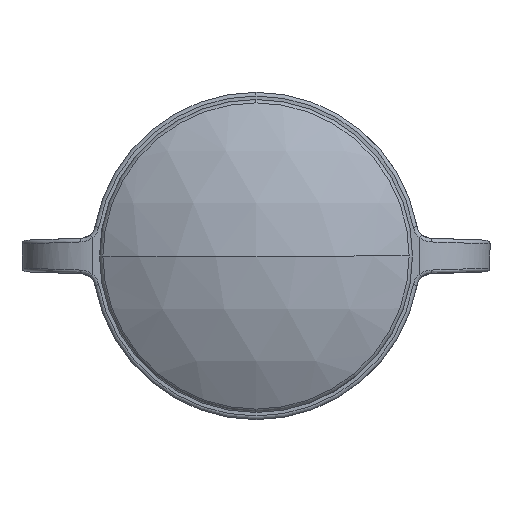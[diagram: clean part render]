
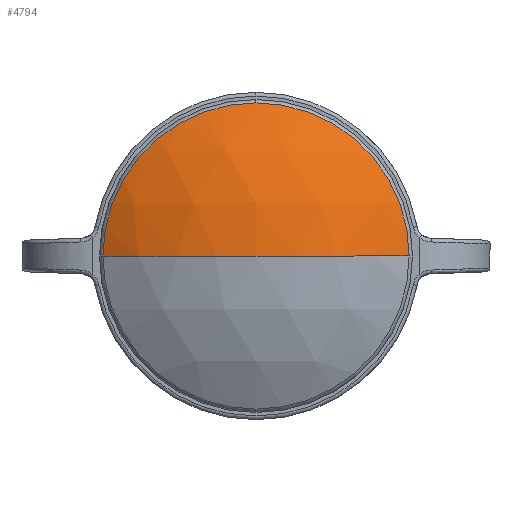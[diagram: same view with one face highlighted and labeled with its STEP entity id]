
A CAD part, left-side view. The second image highlights one B-rep face of the part: STEP entity #4794.
In plain terms, the highlighted spherical face has radius 16 mm.
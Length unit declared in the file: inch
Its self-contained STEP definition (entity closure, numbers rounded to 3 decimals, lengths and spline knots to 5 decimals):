
#110 = ORIENTED_EDGE ( 'NONE', *, *, #12967, .T. ) ;
#1208 = AXIS2_PLACEMENT_3D ( 'NONE', #4729, #13998, #6055 ) ;
#1314 = VERTEX_POINT ( 'NONE', #3076 ) ;
#1642 = CARTESIAN_POINT ( 'NONE',  ( 0.62992, 0., 0. ) ) ;
#1908 = CIRCLE ( 'NONE', #12636, 0.62992 ) ;
#2402 = AXIS2_PLACEMENT_3D ( 'NONE', #1642, #10863, #2955 ) ;
#2668 = AXIS2_PLACEMENT_3D ( 'NONE', #16951, #10341, #17012 ) ;
#2873 = CARTESIAN_POINT ( 'NONE',  ( 0.09179, -0.32744, 0. ) ) ;
#2920 = VERTEX_POINT ( 'NONE', #16464 ) ;
#2955 = DIRECTION ( 'NONE',  ( 0., -1., 0. ) ) ;
#3076 = CARTESIAN_POINT ( 'NONE',  ( 0.09179, 0., 0.32744 ) ) ;
#3996 = ORIENTED_EDGE ( 'NONE', *, *, #8980, .F. ) ;
#4229 = DIRECTION ( 'NONE',  ( 0., 0., -1. ) ) ;
#4729 = CARTESIAN_POINT ( 'NONE',  ( 0.09179, 0., 0. ) ) ;
#4751 = AXIS2_PLACEMENT_3D ( 'NONE', #7082, #16296, #8435 ) ;
#4794 = ADVANCED_FACE ( 'NONE', ( #13737 ), #10627, .T. ) ;
#6055 = DIRECTION ( 'NONE',  ( 0., 0., -1. ) ) ;
#6460 = VERTEX_POINT ( 'NONE', #8811 ) ;
#7082 = CARTESIAN_POINT ( 'NONE',  ( 0.09179, 0., 0. ) ) ;
#7848 = EDGE_CURVE ( 'NONE', #6460, #1314, #8956, .T. ) ;
#8129 = ORIENTED_EDGE ( 'NONE', *, *, #13193, .F. ) ;
#8435 = DIRECTION ( 'NONE',  ( 0., 0., -1. ) ) ;
#8583 = CIRCLE ( 'NONE', #2402, 0.62992 ) ;
#8811 = CARTESIAN_POINT ( 'NONE',  ( 0.09179, 0.32744, 0. ) ) ;
#8956 = CIRCLE ( 'NONE', #4751, 0.32744 ) ;
#8980 = EDGE_CURVE ( 'NONE', #2920, #6460, #1908, .T. ) ;
#10019 = CIRCLE ( 'NONE', #1208, 0.32744 ) ;
#10031 = ORIENTED_EDGE ( 'NONE', *, *, #7848, .F. ) ;
#10341 = DIRECTION ( 'NONE',  ( 0., 0., 1. ) ) ;
#10627 = SPHERICAL_SURFACE ( 'NONE', #2668, 0.62992 ) ;
#10863 = DIRECTION ( 'NONE',  ( 0., 0., 1. ) ) ;
#11200 = EDGE_LOOP ( 'NONE', ( #3996, #110, #8129, #10031 ) ) ;
#12161 = CARTESIAN_POINT ( 'NONE',  ( 0.62992, 0., 0. ) ) ;
#12636 = AXIS2_PLACEMENT_3D ( 'NONE', #12161, #4229, #13486 ) ;
#12967 = EDGE_CURVE ( 'NONE', #2920, #13667, #8583, .T. ) ;
#13193 = EDGE_CURVE ( 'NONE', #1314, #13667, #10019, .T. ) ;
#13486 = DIRECTION ( 'NONE',  ( -1., 0., 0. ) ) ;
#13667 = VERTEX_POINT ( 'NONE', #2873 ) ;
#13737 = FACE_OUTER_BOUND ( 'NONE', #11200, .T. ) ;
#13998 = DIRECTION ( 'NONE',  ( 1., 0., 0. ) ) ;
#16296 = DIRECTION ( 'NONE',  ( 1., 0., 0. ) ) ;
#16464 = CARTESIAN_POINT ( 'NONE',  ( 0., 0., 0. ) ) ;
#16951 = CARTESIAN_POINT ( 'NONE',  ( 0.62992, 0., 0. ) ) ;
#17012 = DIRECTION ( 'NONE',  ( 0., 1., 0. ) ) ;
